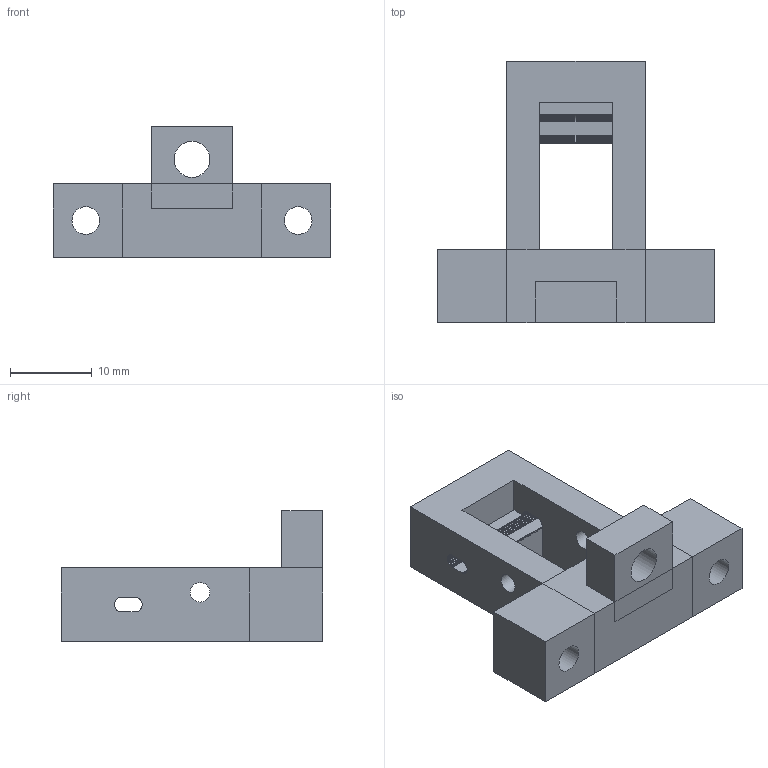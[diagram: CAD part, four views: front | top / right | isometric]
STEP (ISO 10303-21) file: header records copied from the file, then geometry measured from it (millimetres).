
FILE_DESCRIPTION(('FreeCAD Model'),'2;1');
FILE_NAME('Open CASCADE Shape Model','2024-01-10T22:31:34',(''),(''), 'Open CASCADE STEP processor 7.6','FreeCAD','Unknown');
FILE_SCHEMA(('AUTOMOTIVE_DESIGN { 1 0 10303 214 1 1 1 1 }'));
Length unit declared in the file: millimetre
Products named in the file (1): Group
Bounding box: 34 x 32 x 16 mm (x, y, z)
Volume: 5024.1 mm3; surface area: 3299.7 mm2
Topology: 1 solids, 1 shells, 125 faces, 365 edges, 238 vertices
Faces by surface type: plane 120, cylinder 5
Full cylindrical faces by diameter (mm): 2.4 x2, 3.4 x2, 4.4 x1
Entity records: 8442 total; most frequent: CARTESIAN_POINT 1857, DIRECTION 959, ORIENTED_EDGE 730, PCURVE 730, DEFINITIONAL_REPRESENTATION 730, LINE 677, VECTOR 677, B_SPLINE_CURVE_WITH_KNOTS 398
